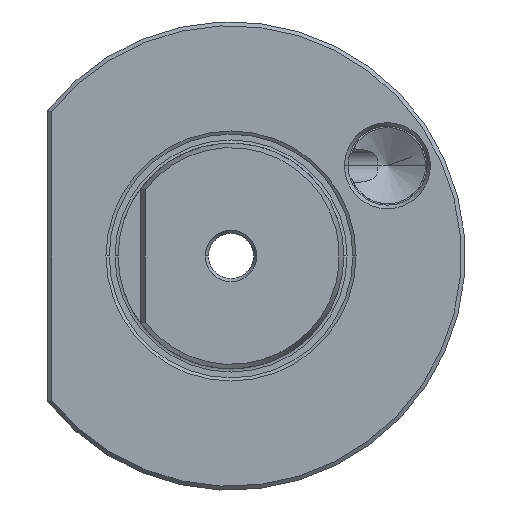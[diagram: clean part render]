
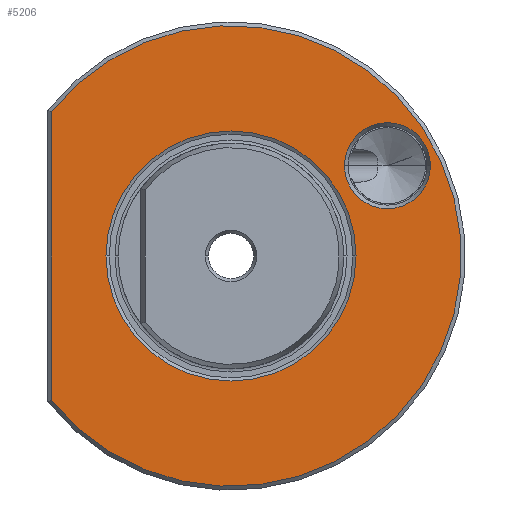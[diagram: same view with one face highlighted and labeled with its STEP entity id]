
A CAD part, left-side view. The second image highlights one B-rep face of the part: STEP entity #5206.
In plain terms, the highlighted planar face has unit normal (-1, 0, 0).
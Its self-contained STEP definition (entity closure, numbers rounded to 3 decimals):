
#1581=CARTESIAN_POINT('',(-16.,0.,0.));
#1582=DIRECTION('',(1.,0.,0.));
#1583=DIRECTION('',(0.,1.,0.));
#1584=AXIS2_PLACEMENT_3D('',#1581,#1582,#1583);
#1594=CARTESIAN_POINT('',(-16.,0.,0.));
#1595=DIRECTION('',(-1.,0.,0.));
#1596=DIRECTION('',(0.,1.,0.));
#1597=AXIS2_PLACEMENT_3D('',#1594,#1595,#1596);
#1599=CARTESIAN_POINT('',(-16.,-27.713,16.));
#1600=DIRECTION('',(1.,0.,0.));
#1601=DIRECTION('',(0.,1.,0.));
#1602=AXIS2_PLACEMENT_3D('',#1599,#1600,#1601);
#1604=CARTESIAN_POINT('',(-16.,-27.713,16.));
#1605=DIRECTION('',(1.,0.,0.));
#1606=DIRECTION('',(0.,-1.,0.));
#1607=AXIS2_PLACEMENT_3D('',#1604,#1605,#1606);
#1609=DIRECTION('',(0.,0.,-1.));
#1610=VECTOR('',#1609,51.123);
#1611=CARTESIAN_POINT('',(-16.,31.8,25.562));
#1612=LINE('',#1611,#1610);
#1844=CARTESIAN_POINT('',(-16.,31.8,-25.562));
#1850=CARTESIAN_POINT('',(-16.,0.,0.));
#1851=DIRECTION('',(-1.,0.,0.));
#1852=DIRECTION('',(0.,0.779,-0.627));
#1853=AXIS2_PLACEMENT_3D('',#1850,#1851,#1852);
#1859=CARTESIAN_POINT('',(-16.,31.8,25.562));
#2826=CARTESIAN_POINT('',(-16.,22.15,0.));
#2828=VERTEX_POINT('',#2826);
#2840=CARTESIAN_POINT('',(-16.,-22.15,0.));
#2842=VERTEX_POINT('',#2840);
#2860=CARTESIAN_POINT('',(-16.,-20.097,16.));
#2861=CARTESIAN_POINT('',(-16.,-35.329,16.));
#2862=VERTEX_POINT('',#2860);
#2863=VERTEX_POINT('',#2861);
#2956=VERTEX_POINT('',#1844);
#2960=VERTEX_POINT('',#1859);
#5185=CARTESIAN_POINT('',(-16.,0.,0.));
#5186=DIRECTION('',(1.,0.,0.));
#5187=DIRECTION('',(0.,-1.,0.));
#5188=AXIS2_PLACEMENT_3D('',#5185,#5186,#5187);
#5189=PLANE('',#5188);
#5191=ORIENTED_EDGE('',*,*,#5190,.F.);
#5193=ORIENTED_EDGE('',*,*,#5192,.F.);
#5194=EDGE_LOOP('',(#5191,#5193));
#5195=FACE_OUTER_BOUND('',#5194,.F.);
#5197=ORIENTED_EDGE('',*,*,#5196,.F.);
#5199=ORIENTED_EDGE('',*,*,#5198,.F.);
#5200=EDGE_LOOP('',(#5197,#5199));
#5201=FACE_BOUND('',#5200,.F.);
#5202=ORIENTED_EDGE('',*,*,#5180,.T.);
#5203=ORIENTED_EDGE('',*,*,#5164,.F.);
#5204=EDGE_LOOP('',(#5202,#5203));
#5205=FACE_BOUND('',#5204,.F.);
#5206=ADVANCED_FACE('',(#5195,#5201,#5205),#5189,.F.);
#1585=CIRCLE('',#1584,22.15);
#1598=CIRCLE('',#1597,22.15);
#1603=CIRCLE('',#1602,7.616);
#1608=CIRCLE('',#1607,7.616);
#1854=CIRCLE('',#1853,40.8);
#5164=EDGE_CURVE('',#2828,#2842,#1585,.T.);
#5180=EDGE_CURVE('',#2828,#2842,#1598,.T.);
#5190=EDGE_CURVE('',#2960,#2956,#1612,.T.);
#5192=EDGE_CURVE('',#2956,#2960,#1854,.T.);
#5196=EDGE_CURVE('',#2862,#2863,#1603,.T.);
#5198=EDGE_CURVE('',#2863,#2862,#1608,.T.);
